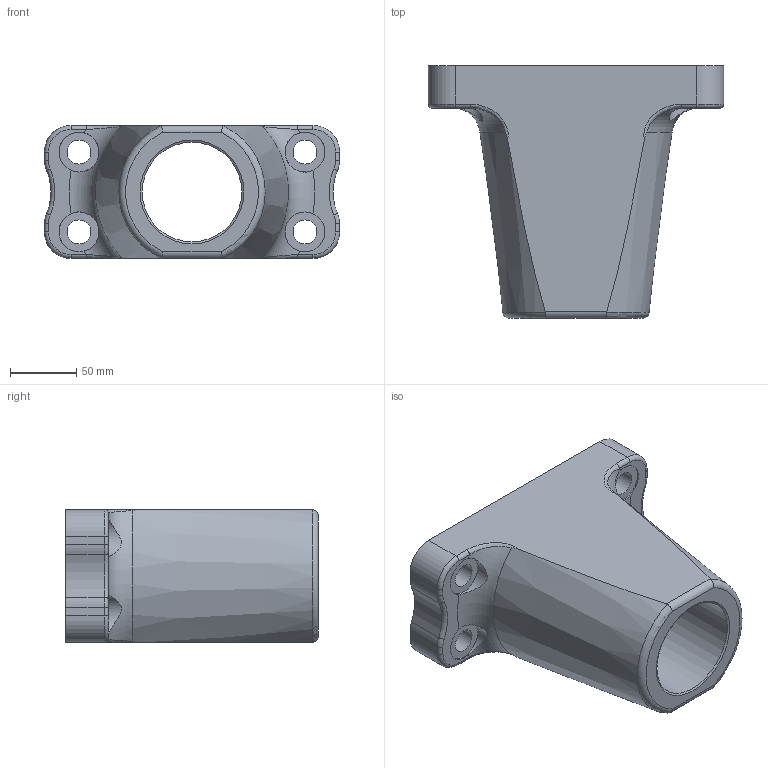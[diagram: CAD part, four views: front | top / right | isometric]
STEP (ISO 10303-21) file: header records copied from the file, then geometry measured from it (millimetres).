
FILE_DESCRIPTION (( 'STEP AP203' ), '1' );
FILE_NAME ('322B04-衝桿.STEP', '2023-09-28T05:43:43', ( '' ), ( '' ), 'SwSTEP 2.0', 'SolidWorks 2018', '' );
FILE_SCHEMA (( 'CONFIG_CONTROL_DESIGN' ));
Length unit declared in the file: millimetre
Products named in the file (1): 322B04-衝桿
Bounding box: 222 x 190 x 100 mm (x, y, z)
Volume: 1587831 mm3; surface area: 163850 mm2
Topology: 1 solids, 1 shells, 78 faces, 210 edges, 132 vertices
Faces by surface type: cylinder 34, plane 15, torus 14, cone 11, bspline 4
Full cylindrical faces by diameter (mm): 8.5 x1, 13 x2, 18 x4, 30 x4, 75 x1, 78 x1, 79 x1
Entity records: 3462 total; most frequent: CARTESIAN_POINT 1610, DIRECTION 383, ORIENTED_EDGE 342, EDGE_CURVE 171, AXIS2_PLACEMENT_3D 169, VERTEX_POINT 116, EDGE_LOOP 111, CIRCLE 94
